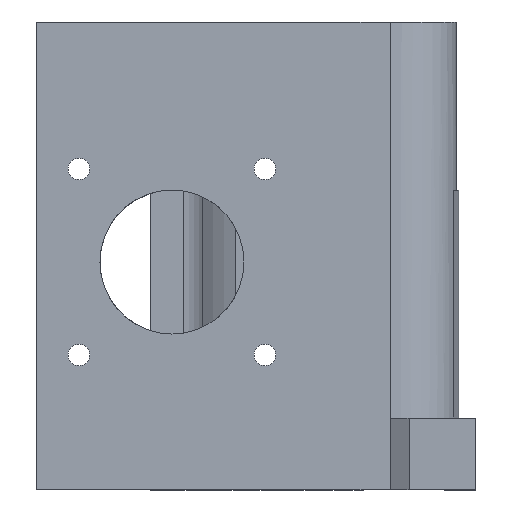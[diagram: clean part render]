
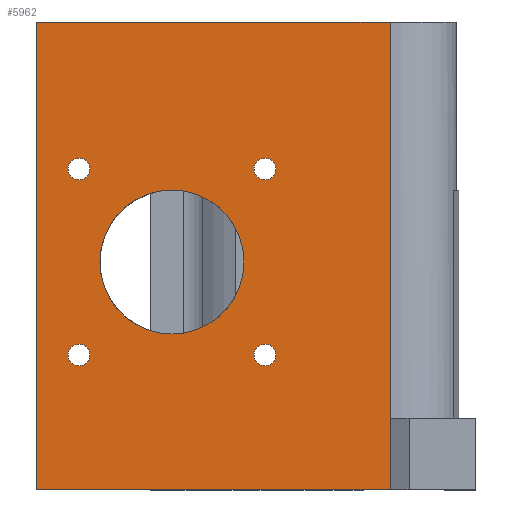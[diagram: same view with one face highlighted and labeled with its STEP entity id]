
A CAD part, left-side view. The second image highlights one B-rep face of the part: STEP entity #5962.
In plain terms, the highlighted face is planar.
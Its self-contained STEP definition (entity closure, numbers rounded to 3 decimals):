
#10 = VERTEX_POINT ( 'NONE', #953 ) ;
#23 = CARTESIAN_POINT ( 'NONE',  ( 7.146, 0., 53.499 ) ) ;
#86 = FACE_BOUND ( 'NONE', #792, .T. ) ;
#101 = VERTEX_POINT ( 'NONE', #5254 ) ;
#145 = DIRECTION ( 'NONE',  ( 0., -1., 0. ) ) ;
#175 = EDGE_CURVE ( 'NONE', #6009, #101, #2054, .T. ) ;
#185 = CIRCLE ( 'NONE', #1829, 1.8 ) ;
#202 = ORIENTED_EDGE ( 'NONE', *, *, #5460, .F. ) ;
#291 = ORIENTED_EDGE ( 'NONE', *, *, #2891, .F. ) ;
#304 = FACE_BOUND ( 'NONE', #2504, .T. ) ;
#307 = ORIENTED_EDGE ( 'NONE', *, *, #3626, .T. ) ;
#312 = DIRECTION ( 'NONE',  ( 0., 0., 1. ) ) ;
#332 = AXIS2_PLACEMENT_3D ( 'NONE', #23, #3382, #3321 ) ;
#338 = CARTESIAN_POINT ( 'NONE',  ( 0., 0., 0. ) ) ;
#357 = DIRECTION ( 'NONE',  ( -1., 0., 0. ) ) ;
#371 = DIRECTION ( 'NONE',  ( 0., 0., -1. ) ) ;
#440 = VERTEX_POINT ( 'NONE', #3633 ) ;
#462 = AXIS2_PLACEMENT_3D ( 'NONE', #1762, #5984, #1354 ) ;
#497 = EDGE_CURVE ( 'NONE', #2169, #4272, #5803, .T. ) ;
#523 = FACE_BOUND ( 'NONE', #4926, .T. ) ;
#575 = ORIENTED_EDGE ( 'NONE', *, *, #2119, .F. ) ;
#711 = DIRECTION ( 'NONE',  ( 0., 0., -1. ) ) ;
#782 = LINE ( 'NONE', #5909, #4247 ) ;
#792 = EDGE_LOOP ( 'NONE', ( #4777, #575 ) ) ;
#861 = CARTESIAN_POINT ( 'NONE',  ( 22.646, 0., 37.999 ) ) ;
#953 = CARTESIAN_POINT ( 'NONE',  ( 38.146, 0., 55.299 ) ) ;
#995 = VECTOR ( 'NONE', #312, 1000. ) ;
#1007 = DIRECTION ( 'NONE',  ( 0., 0., -1. ) ) ;
#1021 = CARTESIAN_POINT ( 'NONE',  ( 38.146, 0., 53.499 ) ) ;
#1023 = DIRECTION ( 'NONE',  ( 0., -1., 0. ) ) ;
#1062 = VERTEX_POINT ( 'NONE', #1488 ) ;
#1085 = DIRECTION ( 'NONE',  ( 0., -1., 0. ) ) ;
#1102 = CARTESIAN_POINT ( 'NONE',  ( 38.146, 0., 22.499 ) ) ;
#1129 = CARTESIAN_POINT ( 'NONE',  ( 7.146, 0., 24.299 ) ) ;
#1144 = AXIS2_PLACEMENT_3D ( 'NONE', #861, #3286, #2336 ) ;
#1201 = FACE_BOUND ( 'NONE', #2796, .T. ) ;
#1203 = EDGE_LOOP ( 'NONE', ( #4528, #1776, #307, #4212 ) ) ;
#1236 = CARTESIAN_POINT ( 'NONE',  ( 59., 0., 0. ) ) ;
#1278 = DIRECTION ( 'NONE',  ( 0., 0., -1. ) ) ;
#1346 = CARTESIAN_POINT ( 'NONE',  ( 59., 0., 0. ) ) ;
#1354 = DIRECTION ( 'NONE',  ( 0., 0., -1. ) ) ;
#1488 = CARTESIAN_POINT ( 'NONE',  ( 22.646, 0., 49.999 ) ) ;
#1524 = EDGE_CURVE ( 'NONE', #2318, #440, #3009, .T. ) ;
#1552 = DIRECTION ( 'NONE',  ( 0., 0., -1. ) ) ;
#1555 = CARTESIAN_POINT ( 'NONE',  ( 22.646, 0., 25.999 ) ) ;
#1663 = VECTOR ( 'NONE', #4656, 1000. ) ;
#1762 = CARTESIAN_POINT ( 'NONE',  ( 38.146, 0., 22.499 ) ) ;
#1776 = ORIENTED_EDGE ( 'NONE', *, *, #1524, .T. ) ;
#1829 = AXIS2_PLACEMENT_3D ( 'NONE', #4194, #5628, #371 ) ;
#1832 = AXIS2_PLACEMENT_3D ( 'NONE', #2736, #2714, #3615 ) ;
#1863 = ORIENTED_EDGE ( 'NONE', *, *, #5214, .F. ) ;
#1865 = EDGE_CURVE ( 'NONE', #4272, #2169, #4465, .T. ) ;
#1898 = CARTESIAN_POINT ( 'NONE',  ( 38.146, 0., 24.299 ) ) ;
#1951 = AXIS2_PLACEMENT_3D ( 'NONE', #5168, #3272, #5202 ) ;
#1955 = CIRCLE ( 'NONE', #1144, 12. ) ;
#2054 = CIRCLE ( 'NONE', #4150, 1.8 ) ;
#2099 = EDGE_CURVE ( 'NONE', #10, #4939, #185, .T. ) ;
#2119 = EDGE_CURVE ( 'NONE', #4161, #3024, #2803, .T. ) ;
#2142 = ORIENTED_EDGE ( 'NONE', *, *, #175, .F. ) ;
#2160 = CARTESIAN_POINT ( 'NONE',  ( 22.646, 0., 37.999 ) ) ;
#2169 = VERTEX_POINT ( 'NONE', #1898 ) ;
#2318 = VERTEX_POINT ( 'NONE', #1236 ) ;
#2326 = VERTEX_POINT ( 'NONE', #338 ) ;
#2336 = DIRECTION ( 'NONE',  ( 0., 0., -1. ) ) ;
#2396 = AXIS2_PLACEMENT_3D ( 'NONE', #1102, #145, #4387 ) ;
#2404 = VECTOR ( 'NONE', #357, 1000. ) ;
#2463 = FACE_BOUND ( 'NONE', #4568, .T. ) ;
#2477 = EDGE_CURVE ( 'NONE', #2318, #2326, #782, .T. ) ;
#2504 = EDGE_LOOP ( 'NONE', ( #4259, #291 ) ) ;
#2714 = DIRECTION ( 'NONE',  ( 0., -1., 0. ) ) ;
#2736 = CARTESIAN_POINT ( 'NONE',  ( 7.146, 0., 22.499 ) ) ;
#2796 = EDGE_LOOP ( 'NONE', ( #1863, #3718 ) ) ;
#2803 = CIRCLE ( 'NONE', #332, 1.8 ) ;
#2891 = EDGE_CURVE ( 'NONE', #1062, #4713, #1955, .T. ) ;
#2913 = CARTESIAN_POINT ( 'NONE',  ( 7.146, 0., 22.499 ) ) ;
#2999 = CARTESIAN_POINT ( 'NONE',  ( 0., 0., 78.001 ) ) ;
#3009 = LINE ( 'NONE', #1346, #1663 ) ;
#3024 = VERTEX_POINT ( 'NONE', #3714 ) ;
#3028 = CARTESIAN_POINT ( 'NONE',  ( 500000., 0., 0. ) ) ;
#3050 = PLANE ( 'NONE',  #3809 ) ;
#3058 = CIRCLE ( 'NONE', #1951, 1.8 ) ;
#3239 = EDGE_CURVE ( 'NONE', #4713, #1062, #4978, .T. ) ;
#3272 = DIRECTION ( 'NONE',  ( 0., -1., 0. ) ) ;
#3286 = DIRECTION ( 'NONE',  ( 0., -1., 0. ) ) ;
#3321 = DIRECTION ( 'NONE',  ( 0., 0., -1. ) ) ;
#3382 = DIRECTION ( 'NONE',  ( 0., -1., 0. ) ) ;
#3404 = ORIENTED_EDGE ( 'NONE', *, *, #1865, .F. ) ;
#3615 = DIRECTION ( 'NONE',  ( 0., 0., -1. ) ) ;
#3626 = EDGE_CURVE ( 'NONE', #440, #5661, #4594, .T. ) ;
#3633 = CARTESIAN_POINT ( 'NONE',  ( 59., 0., 78.001 ) ) ;
#3714 = CARTESIAN_POINT ( 'NONE',  ( 7.146, 0., 51.699 ) ) ;
#3718 = ORIENTED_EDGE ( 'NONE', *, *, #2099, .F. ) ;
#3730 = EDGE_CURVE ( 'NONE', #2326, #5661, #4097, .T. ) ;
#3809 = AXIS2_PLACEMENT_3D ( 'NONE', #3028, #4858, #711 ) ;
#4097 = LINE ( 'NONE', #5006, #995 ) ;
#4150 = AXIS2_PLACEMENT_3D ( 'NONE', #2913, #1023, #1552 ) ;
#4151 = ORIENTED_EDGE ( 'NONE', *, *, #497, .F. ) ;
#4161 = VERTEX_POINT ( 'NONE', #4911 ) ;
#4194 = CARTESIAN_POINT ( 'NONE',  ( 38.146, 0., 53.499 ) ) ;
#4212 = ORIENTED_EDGE ( 'NONE', *, *, #3730, .F. ) ;
#4247 = VECTOR ( 'NONE', #5868, 1000. ) ;
#4259 = ORIENTED_EDGE ( 'NONE', *, *, #3239, .F. ) ;
#4272 = VERTEX_POINT ( 'NONE', #5866 ) ;
#4387 = DIRECTION ( 'NONE',  ( 0., 0., -1. ) ) ;
#4465 = CIRCLE ( 'NONE', #2396, 1.8 ) ;
#4470 = EDGE_CURVE ( 'NONE', #3024, #4161, #3058, .T. ) ;
#4528 = ORIENTED_EDGE ( 'NONE', *, *, #2477, .F. ) ;
#4568 = EDGE_LOOP ( 'NONE', ( #3404, #4151 ) ) ;
#4594 = LINE ( 'NONE', #5076, #2404 ) ;
#4656 = DIRECTION ( 'NONE',  ( 0., 0., 1. ) ) ;
#4713 = VERTEX_POINT ( 'NONE', #1555 ) ;
#4759 = AXIS2_PLACEMENT_3D ( 'NONE', #2160, #5480, #1278 ) ;
#4777 = ORIENTED_EDGE ( 'NONE', *, *, #4470, .F. ) ;
#4858 = DIRECTION ( 'NONE',  ( 0., -1., 0. ) ) ;
#4866 = CIRCLE ( 'NONE', #5185, 1.8 ) ;
#4911 = CARTESIAN_POINT ( 'NONE',  ( 7.146, 0., 55.299 ) ) ;
#4926 = EDGE_LOOP ( 'NONE', ( #202, #2142 ) ) ;
#4939 = VERTEX_POINT ( 'NONE', #5963 ) ;
#4978 = CIRCLE ( 'NONE', #4759, 12. ) ;
#5006 = CARTESIAN_POINT ( 'NONE',  ( 0., 0., 0. ) ) ;
#5076 = CARTESIAN_POINT ( 'NONE',  ( 500000., 0., 78.001 ) ) ;
#5168 = CARTESIAN_POINT ( 'NONE',  ( 7.146, 0., 53.499 ) ) ;
#5185 = AXIS2_PLACEMENT_3D ( 'NONE', #1021, #1085, #1007 ) ;
#5202 = DIRECTION ( 'NONE',  ( 0., 0., -1. ) ) ;
#5214 = EDGE_CURVE ( 'NONE', #4939, #10, #4866, .T. ) ;
#5254 = CARTESIAN_POINT ( 'NONE',  ( 7.146, 0., 20.699 ) ) ;
#5460 = EDGE_CURVE ( 'NONE', #101, #6009, #5913, .T. ) ;
#5480 = DIRECTION ( 'NONE',  ( 0., -1., 0. ) ) ;
#5628 = DIRECTION ( 'NONE',  ( 0., -1., 0. ) ) ;
#5661 = VERTEX_POINT ( 'NONE', #2999 ) ;
#5803 = CIRCLE ( 'NONE', #462, 1.8 ) ;
#5866 = CARTESIAN_POINT ( 'NONE',  ( 38.146, 0., 20.699 ) ) ;
#5868 = DIRECTION ( 'NONE',  ( -1., 0., 0. ) ) ;
#5906 = FACE_OUTER_BOUND ( 'NONE', #1203, .T. ) ;
#5909 = CARTESIAN_POINT ( 'NONE',  ( 500000., 0., 0. ) ) ;
#5913 = CIRCLE ( 'NONE', #1832, 1.8 ) ;
#5962 = ADVANCED_FACE ( 'NONE', ( #304, #2463, #86, #1201, #523, #5906 ), #3050, .T. ) ;
#5963 = CARTESIAN_POINT ( 'NONE',  ( 38.146, 0., 51.699 ) ) ;
#5984 = DIRECTION ( 'NONE',  ( 0., -1., 0. ) ) ;
#6009 = VERTEX_POINT ( 'NONE', #1129 ) ;
